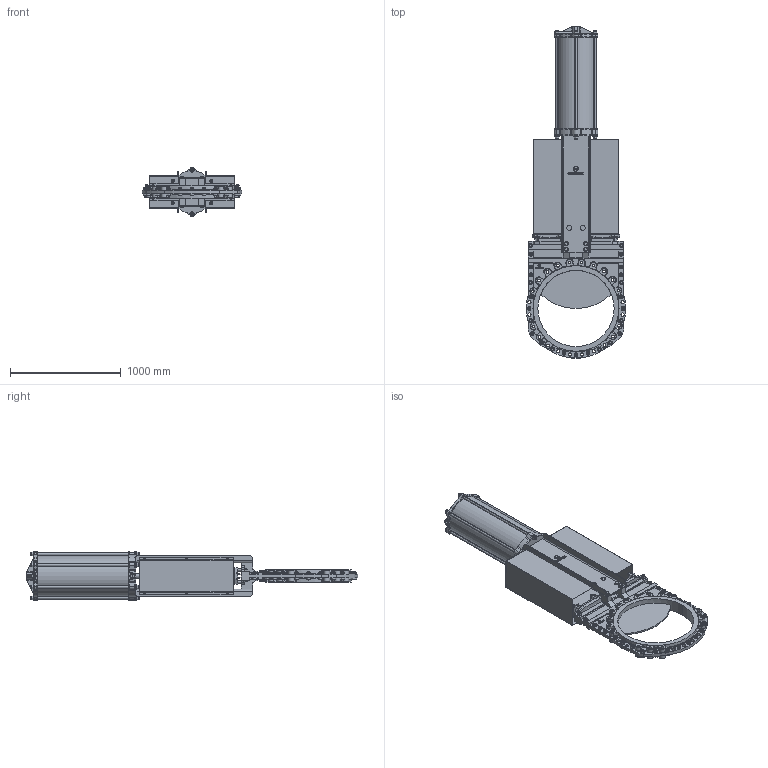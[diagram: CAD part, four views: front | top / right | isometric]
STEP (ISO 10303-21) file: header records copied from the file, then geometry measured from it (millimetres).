
FILE_DESCRIPTION (( 'STEP AP214' ), '1' );
FILE_NAME ('EB DN700_CAST IRON_PNEUMATIC.STEP', '2012-04-25T08:12:26', ( 'Usuario' ), ( '' ), 'SwSTEP 2.0', 'SolidWorks 2011', '' );
FILE_SCHEMA (( 'AUTOMOTIVE_DESIGN' ));
Length unit declared in the file: millimetre
Products named in the file (1): EB DN700_CAST IRON_PNEUMATIC
Bounding box: 900 x 3004.42 x 442.97 mm (x, y, z)
Surface area: 9202741.6 mm2 (no closed solid volume)
Topology: 0 solids, 254 shells, 2209 faces, 8164 edges, 5787 vertices
Faces by surface type: plane 975, cylinder 696, torus 226, cone 151, bspline 137, sphere 24
Entity records: 125592 total; most frequent: CARTESIAN_POINT 35184, DIRECTION 13787, ORIENTED_EDGE 12184, EDGE_CURVE 8158, VERTEX_POINT 5787, AXIS2_PLACEMENT_3D 5226, VECTOR 3335, LINE 3335
